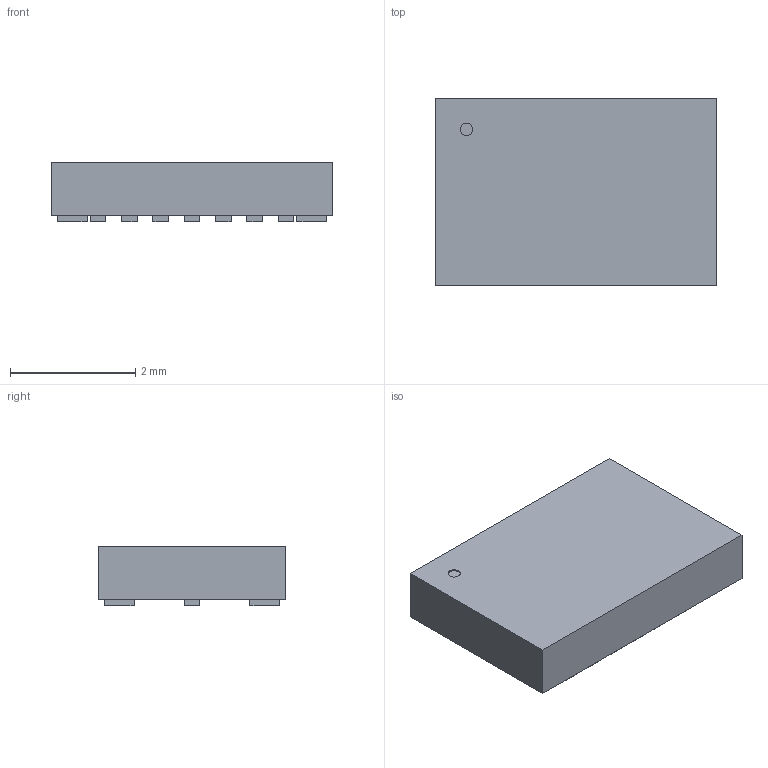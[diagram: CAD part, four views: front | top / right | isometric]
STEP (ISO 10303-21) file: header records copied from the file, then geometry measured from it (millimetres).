
FILE_DESCRIPTION(/* description */ ('model of Bosch_LGA-16_4.5x3mm_P0.5mm_LayoutBorder7x1y_ClockwisePinNumbering'),/* implementation_level */ '2;1');
FILE_NAME(/* name */ 'Bosch_LGA-16_4.5x3mm_P0.5mm_LayoutBorder7x1y_ClockwisePinNumbering.step',/* time_stamp */ '1970-01-01T00:00:00',/* author */ ('KiCAD','kicad'),/* organization */ ('OCCT'),/* preprocessor_version */ '',/* originating_system */ 'KiCAD',/* authorisation */ '');
FILE_SCHEMA(('AUTOMOTIVE_DESIGN { 1 0 10303 214 1 1 1 1 }'));
Length unit declared in the file: millimetre
Products named in the file (1): Bosch_LGA-16_4.5x3mm_P0.5mm_LayoutBorder7x1y_ClockwisePinNumbering
Bounding box: 4.5 x 3 x 0.95 mm (x, y, z)
Volume: 11.7 mm3; surface area: 42.1 mm2
Topology: 1 solids, 1 shells, 88 faces, 207 edges, 138 vertices
Faces by surface type: plane 87, cylinder 1
Full cylindrical faces by diameter (mm): 0.2 x1
Entity records: 1758 total; most frequent: ORIENTED_EDGE 406, EDGE_CURVE 207, LINE 205, CARTESIAN_POINT 157, VERTEX_POINT 138, FACE_BOUND 105, EDGE_LOOP 105, AXIS2_PLACEMENT_3D 91
